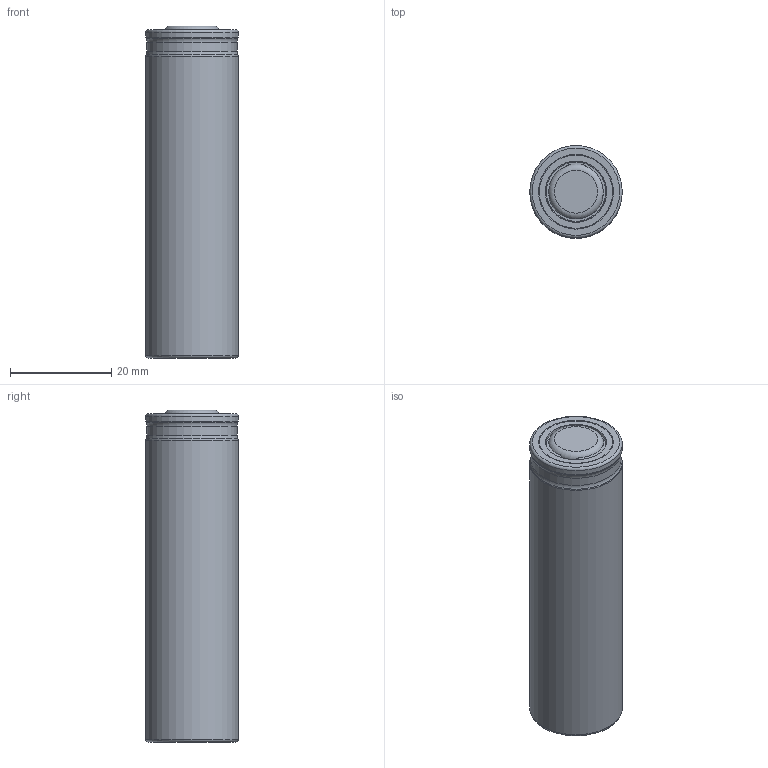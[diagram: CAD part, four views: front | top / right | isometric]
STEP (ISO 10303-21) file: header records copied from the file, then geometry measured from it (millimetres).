
FILE_DESCRIPTION(/* description */ (''),/* implementation_level */ '2;1');
FILE_NAME(/* name */ 'INR18650-35E v7.step',/* time_stamp */ '2022-05-14T00:29:50+02:00',/* author */ (''),/* organization */ (''),/* preprocessor_version */ 'ST-DEVELOPER v18.1',/* originating_system */ 'Autodesk Translation Framework v10.14.0.1471',/* authorisation */ '');
FILE_SCHEMA (('AUTOMOTIVE_DESIGN { 1 0 10303 214 3 1 1 }'));
Length unit declared in the file: millimetre
Products named in the file (2): INR18650-35E; Top cover
Assembly tree (1 placements, depth 2):
  INR18650-35E
    Top cover
Bounding box: 18.3 x 18.3 x 65.7 mm (x, y, z)
Volume: 17019.1 mm3; surface area: 4485.8 mm2
Topology: 2 solids, 2 shells, 82 faces, 189 edges, 108 vertices
Faces by surface type: bspline 30, cylinder 22, torus 20, plane 10
Full cylindrical faces by diameter (mm): 12 x1, 17.86 x1, 18.3 x2
Entity records: 3142 total; most frequent: CARTESIAN_POINT 1417, ORIENTED_EDGE 366, DIRECTION 312, EDGE_CURVE 183, AXIS2_PLACEMENT_3D 145, VERTEX_POINT 108, CIRCLE 89, EDGE_LOOP 85
